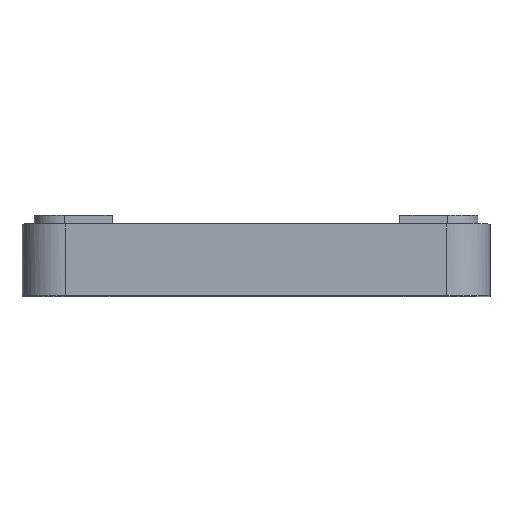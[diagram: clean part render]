
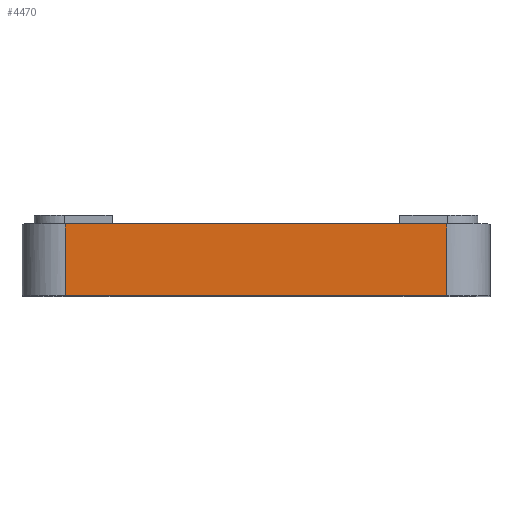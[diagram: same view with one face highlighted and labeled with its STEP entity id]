
A CAD part, top view. The second image highlights one B-rep face of the part: STEP entity #4470.
In plain terms, the highlighted planar face has unit normal (0, 0, 1).
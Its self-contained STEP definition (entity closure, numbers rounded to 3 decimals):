
#654=FACE_OUTER_BOUND('',#899,.T.);
#899=EDGE_LOOP('',(#4136,#4137,#4138,#4139));
#962=LINE('',#5543,#1366);
#964=LINE('',#5642,#1368);
#1307=LINE('',#9775,#1711);
#1308=LINE('',#9777,#1712);
#1366=VECTOR('',#4671,10.);
#1368=VECTOR('',#4679,10.);
#1711=VECTOR('',#5230,10.);
#1712=VECTOR('',#5233,10.);
#1780=VERTEX_POINT('',#5495);
#1781=VERTEX_POINT('',#5542);
#1782=VERTEX_POINT('',#5594);
#1783=VERTEX_POINT('',#5641);
#2228=EDGE_CURVE('',#1780,#1781,#962,.T.);
#2232=EDGE_CURVE('',#1783,#1782,#964,.T.);
#2822=EDGE_CURVE('',#1780,#1783,#1307,.T.);
#2823=EDGE_CURVE('',#1781,#1782,#1308,.T.);
#4136=ORIENTED_EDGE('',*,*,#2232,.T.);
#4137=ORIENTED_EDGE('',*,*,#2823,.F.);
#4138=ORIENTED_EDGE('',*,*,#2228,.F.);
#4139=ORIENTED_EDGE('',*,*,#2822,.T.);
#4247=PLANE('',#4601);
#4470=ADVANCED_FACE('',(#654),#4247,.T.);
#4601=AXIS2_PLACEMENT_3D('',#9776,#5231,#5232);
#4671=DIRECTION('',(-1.,0.,0.));
#4679=DIRECTION('',(-1.,0.,0.));
#5230=DIRECTION('',(0.,1.,0.));
#5231=DIRECTION('center_axis',(0.,0.,1.));
#5232=DIRECTION('ref_axis',(1.,0.,0.));
#5233=DIRECTION('',(0.,1.,0.));
#5495=CARTESIAN_POINT('',(49.005,0.005,0.));
#5542=CARTESIAN_POINT('',(5.005,0.005,0.));
#5543=CARTESIAN_POINT('',(49.005,0.005,0.));
#5594=CARTESIAN_POINT('',(5.005,8.305,0.));
#5641=CARTESIAN_POINT('',(49.005,8.305,0.));
#5642=CARTESIAN_POINT('',(49.005,8.305,0.));
#9775=CARTESIAN_POINT('',(49.005,0.005,0.));
#9776=CARTESIAN_POINT('Origin',(54.005,4.155,0.));
#9777=CARTESIAN_POINT('',(5.005,0.005,0.));
